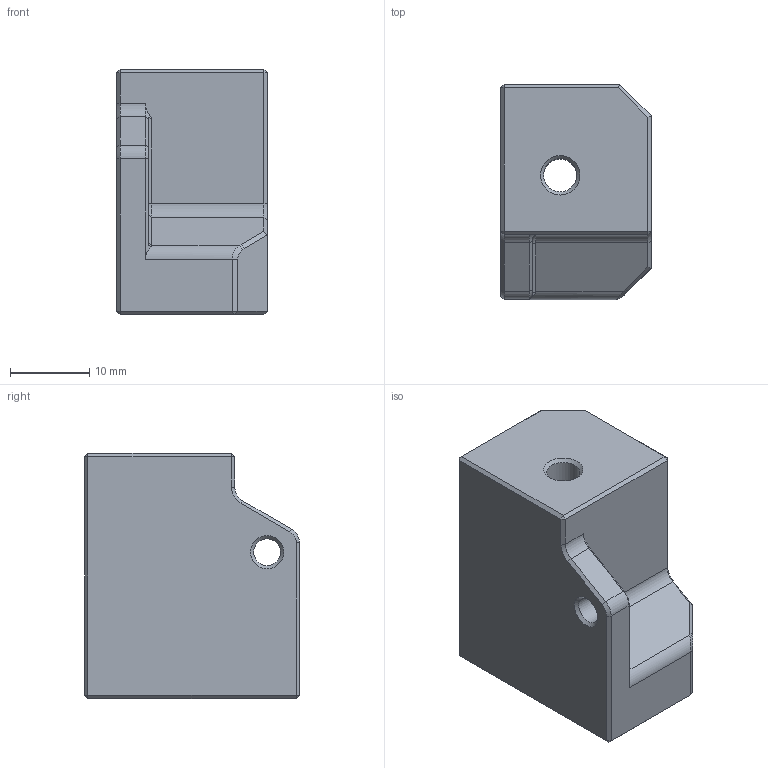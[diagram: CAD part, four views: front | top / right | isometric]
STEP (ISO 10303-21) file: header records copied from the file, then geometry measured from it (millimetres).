
FILE_DESCRIPTION(/* description */ (''),/* implementation_level */ '2;1');
FILE_NAME(/* name */ 'Foot_DC.step',/* time_stamp */ '2021-12-15T17:20:47+01:00',/* author */ (''),/* organization */ (''),/* preprocessor_version */ 'ST-DEVELOPER v18.1',/* originating_system */ 'Autodesk Translation Framework v10.10.0.1391',/* authorisation */ '');
FILE_SCHEMA (('AUTOMOTIVE_DESIGN { 1 0 10303 214 3 1 1 }'));
Length unit declared in the file: millimetre
Products named in the file (1): Foot_DC
Bounding box: 19 x 27.17 x 31 mm (x, y, z)
Volume: 12429.5 mm3; surface area: 3897 mm2
Topology: 1 solids, 1 shells, 60 faces, 134 edges, 76 vertices
Faces by surface type: plane 41, cone 11, cylinder 6, bspline 2
Full cylindrical faces by diameter (mm): 3.4 x1, 4.2 x1
Entity records: 1672 total; most frequent: CARTESIAN_POINT 327, ORIENTED_EDGE 268, DIRECTION 267, EDGE_CURVE 134, LINE 103, VECTOR 103, AXIS2_PLACEMENT_3D 82, VERTEX_POINT 76
